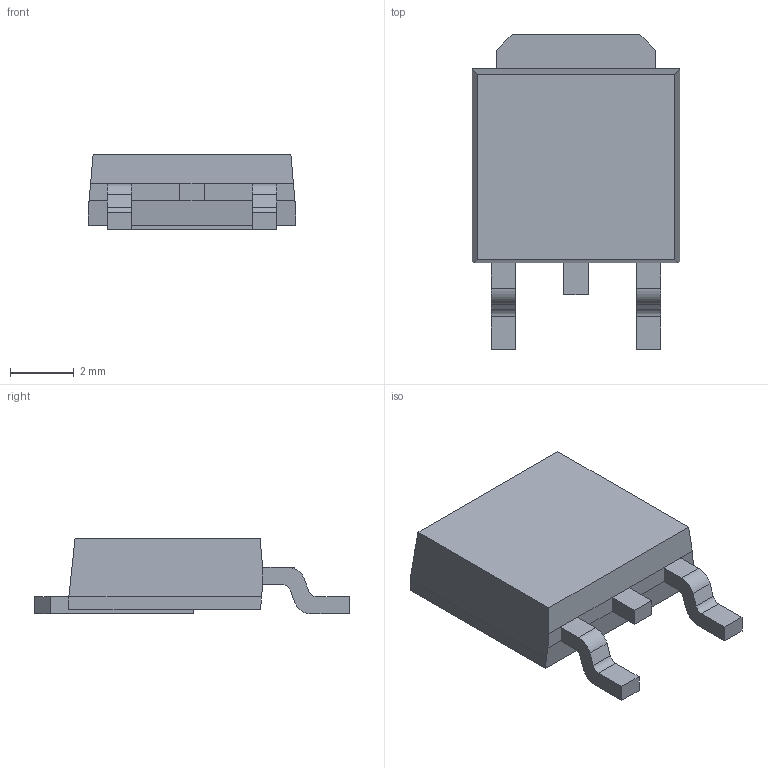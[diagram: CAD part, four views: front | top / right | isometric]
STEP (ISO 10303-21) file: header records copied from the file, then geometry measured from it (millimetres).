
FILE_DESCRIPTION (( 'STEP AP214' ), '1' );
FILE_NAME ('NVD5805NT4G-VF01.STEP', '2025-02-14T05:17:13', ( '' ), ( '' ), 'SwSTEP 2.0', 'SolidWorks 2023', '' );
FILE_SCHEMA (( 'AUTOMOTIVE_DESIGN' ));
Length unit declared in the file: millimetre
Products named in the file (6): Open CASCADE STEP translator 6.8 1; Open CASCADE STEP translator 6.8 3_2; NVD5805NT4G-VF01; Open CASCADE STEP translator 6.8 3_3; Open CASCADE STEP translator 6.8 2; Open CASCADE STEP translator 6.8 3
Assembly tree (5 placements, depth 2):
  NVD5805NT4G-VF01
    Open CASCADE STEP translator 6.8 3
    Open CASCADE STEP translator 6.8 3_2
    Open CASCADE STEP translator 6.8 3_3
    Open CASCADE STEP translator 6.8 2
    Open CASCADE STEP translator 6.8 1
Bounding box: 6.54 x 9.9 x 2.38 mm (x, y, z)
Volume: 96.5 mm3; surface area: 228 mm2
Topology: 5 solids, 5 shells, 58 faces, 140 edges, 92 vertices
Faces by surface type: plane 50, cylinder 8
Entity records: 2493 total; most frequent: CARTESIAN_POINT 298, DIRECTION 288, ORIENTED_EDGE 280, EDGE_CURVE 140, VECTOR 124, LINE 124, VERTEX_POINT 92, AXIS2_PLACEMENT_3D 82
